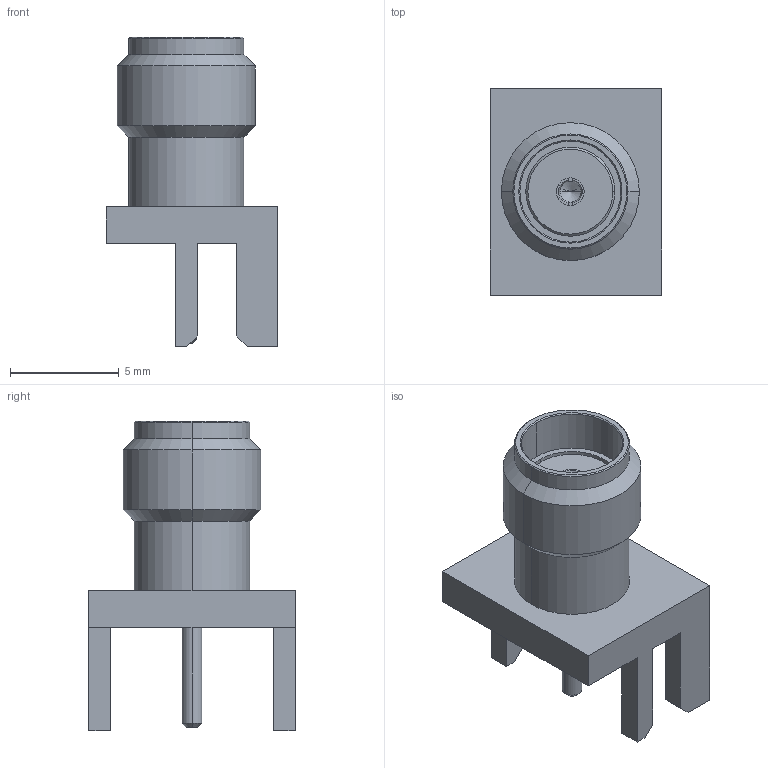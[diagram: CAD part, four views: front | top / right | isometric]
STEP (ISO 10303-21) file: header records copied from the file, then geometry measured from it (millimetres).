
FILE_DESCRIPTION((''),'2;1');
FILE_NAME('32K145-400_SW0001','2013-03-19T',('C_Vitzthum'),(''),'PRO/ENGINEER BY PARAMETRIC TECHNOLOGY CORPORATION, 2011310','PRO/ENGINEER BY PARAMETRIC TECHNOLOGY CORPORATION, 2011310','');
FILE_SCHEMA(('AUTOMOTIVE_DESIGN_CC2 { 1 2 10303 214 -1 1 5 2 }'));
Length unit declared in the file: millimetre
Products named in the file (1): 32K145-400_SW0001
Bounding box: 7.9 x 9.5 x 14.25 mm (x, y, z)
Volume: 318.4 mm3; surface area: 515.7 mm2
Topology: 1 solids, 1 shells, 81 faces, 196 edges, 123 vertices
Faces by surface type: plane 39, cylinder 24, cone 16, torus 2
Entity records: 3878 total; most frequent: COLOUR_RGB 586, CARTESIAN_POINT 422, DIRECTION 420, ORIENTED_EDGE 388, EDGE_CURVE 194, FILL_AREA_STYLE_COLOUR 151, FILL_AREA_STYLE 151, SURFACE_STYLE_FILL_AREA 151
